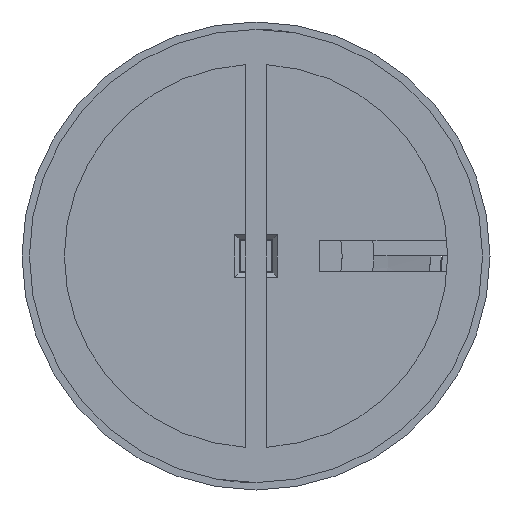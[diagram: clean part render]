
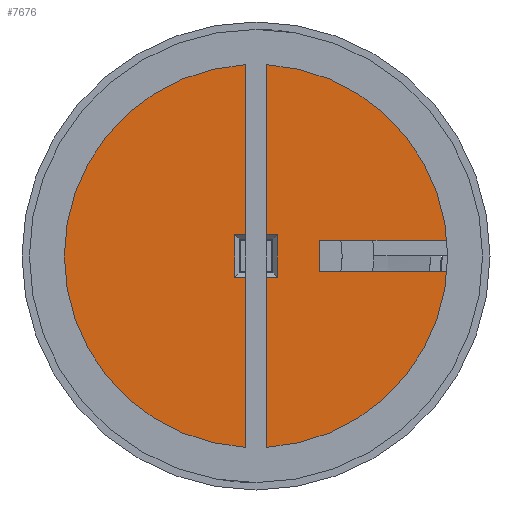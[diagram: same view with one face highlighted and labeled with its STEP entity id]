
A CAD part, front view. The second image highlights one B-rep face of the part: STEP entity #7676.
In plain terms, the highlighted planar face has unit normal (0, -1, 0).
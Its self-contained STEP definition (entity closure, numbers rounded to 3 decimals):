
#166=FACE_BOUND('',#1464,.T.);
#523=PLANE('',#8402);
#961=FACE_OUTER_BOUND('',#1463,.T.);
#1463=EDGE_LOOP('',(#6977,#6978,#6979,#6980,#6981,#6982,#6983,#6984,#6985,
#6986,#6987,#6988,#6989,#6990,#6991,#6992,#6993,#6994,#6995,#6996));
#1464=EDGE_LOOP('',(#6997,#6998,#6999,#7000));
#2226=LINE('',#12808,#3025);
#2230=LINE('',#12816,#3029);
#2234=LINE('',#12824,#3033);
#2236=LINE('',#12827,#3035);
#2243=LINE('',#12842,#3042);
#2244=LINE('',#12846,#3043);
#2245=LINE('',#12850,#3044);
#2246=LINE('',#12854,#3045);
#2247=LINE('',#12858,#3046);
#2248=LINE('',#12862,#3047);
#2249=LINE('',#12866,#3048);
#2250=LINE('',#12868,#3049);
#2251=LINE('',#12870,#3050);
#2252=LINE('',#12874,#3051);
#2253=LINE('',#12878,#3052);
#3025=VECTOR('',#10428,10.);
#3029=VECTOR('',#10434,10.);
#3033=VECTOR('',#10440,10.);
#3035=VECTOR('',#10444,10.);
#3042=VECTOR('',#10457,10.);
#3043=VECTOR('',#10460,10.);
#3044=VECTOR('',#10463,10.);
#3045=VECTOR('',#10466,10.);
#3046=VECTOR('',#10469,10.);
#3047=VECTOR('',#10472,10.);
#3048=VECTOR('',#10475,10.);
#3049=VECTOR('',#10476,10.);
#3050=VECTOR('',#10477,10.);
#3051=VECTOR('',#10480,10.);
#3052=VECTOR('',#10483,10.);
#3323=CIRCLE('',#8403,41.15);
#3324=CIRCLE('',#8404,38.15);
#3325=CIRCLE('',#8405,41.15);
#3326=CIRCLE('',#8406,38.15);
#3327=CIRCLE('',#8407,41.15);
#3328=CIRCLE('',#8408,38.15);
#3329=CIRCLE('',#8409,38.15);
#3330=CIRCLE('',#8410,41.15);
#3331=CIRCLE('',#8411,38.15);
#3959=VERTEX_POINT('',#12806);
#3960=VERTEX_POINT('',#12807);
#3963=VERTEX_POINT('',#12815);
#3966=VERTEX_POINT('',#12823);
#3970=VERTEX_POINT('',#12840);
#3971=VERTEX_POINT('',#12841);
#3972=VERTEX_POINT('',#12843);
#3973=VERTEX_POINT('',#12845);
#3974=VERTEX_POINT('',#12847);
#3975=VERTEX_POINT('',#12849);
#3976=VERTEX_POINT('',#12851);
#3977=VERTEX_POINT('',#12853);
#3978=VERTEX_POINT('',#12855);
#3979=VERTEX_POINT('',#12857);
#3980=VERTEX_POINT('',#12859);
#3981=VERTEX_POINT('',#12861);
#3982=VERTEX_POINT('',#12863);
#3983=VERTEX_POINT('',#12865);
#3984=VERTEX_POINT('',#12867);
#3985=VERTEX_POINT('',#12869);
#3986=VERTEX_POINT('',#12871);
#3987=VERTEX_POINT('',#12873);
#3988=VERTEX_POINT('',#12875);
#3989=VERTEX_POINT('',#12877);
#4971=EDGE_CURVE('',#3959,#3960,#2226,.T.);
#4975=EDGE_CURVE('',#3960,#3963,#2230,.T.);
#4979=EDGE_CURVE('',#3963,#3966,#2234,.T.);
#4981=EDGE_CURVE('',#3966,#3959,#2236,.T.);
#4988=EDGE_CURVE('',#3970,#3971,#2243,.T.);
#4989=EDGE_CURVE('',#3971,#3972,#3323,.T.);
#4990=EDGE_CURVE('',#3972,#3973,#2244,.T.);
#4991=EDGE_CURVE('',#3973,#3974,#3324,.T.);
#4992=EDGE_CURVE('',#3974,#3975,#2245,.T.);
#4993=EDGE_CURVE('',#3975,#3976,#3325,.T.);
#4994=EDGE_CURVE('',#3976,#3977,#2246,.T.);
#4995=EDGE_CURVE('',#3977,#3978,#3326,.T.);
#4996=EDGE_CURVE('',#3978,#3979,#2247,.T.);
#4997=EDGE_CURVE('',#3979,#3980,#3327,.T.);
#4998=EDGE_CURVE('',#3980,#3981,#2248,.T.);
#4999=EDGE_CURVE('',#3981,#3982,#3328,.T.);
#5000=EDGE_CURVE('',#3982,#3983,#2249,.T.);
#5001=EDGE_CURVE('',#3983,#3984,#2250,.T.);
#5002=EDGE_CURVE('',#3984,#3985,#2251,.T.);
#5003=EDGE_CURVE('',#3985,#3986,#3329,.T.);
#5004=EDGE_CURVE('',#3986,#3987,#2252,.T.);
#5005=EDGE_CURVE('',#3987,#3988,#3330,.T.);
#5006=EDGE_CURVE('',#3988,#3989,#2253,.T.);
#5007=EDGE_CURVE('',#3989,#3970,#3331,.T.);
#6977=ORIENTED_EDGE('',*,*,#4988,.T.);
#6978=ORIENTED_EDGE('',*,*,#4989,.T.);
#6979=ORIENTED_EDGE('',*,*,#4990,.T.);
#6980=ORIENTED_EDGE('',*,*,#4991,.T.);
#6981=ORIENTED_EDGE('',*,*,#4992,.T.);
#6982=ORIENTED_EDGE('',*,*,#4993,.T.);
#6983=ORIENTED_EDGE('',*,*,#4994,.T.);
#6984=ORIENTED_EDGE('',*,*,#4995,.T.);
#6985=ORIENTED_EDGE('',*,*,#4996,.T.);
#6986=ORIENTED_EDGE('',*,*,#4997,.T.);
#6987=ORIENTED_EDGE('',*,*,#4998,.T.);
#6988=ORIENTED_EDGE('',*,*,#4999,.T.);
#6989=ORIENTED_EDGE('',*,*,#5000,.T.);
#6990=ORIENTED_EDGE('',*,*,#5001,.T.);
#6991=ORIENTED_EDGE('',*,*,#5002,.T.);
#6992=ORIENTED_EDGE('',*,*,#5003,.T.);
#6993=ORIENTED_EDGE('',*,*,#5004,.T.);
#6994=ORIENTED_EDGE('',*,*,#5005,.T.);
#6995=ORIENTED_EDGE('',*,*,#5006,.T.);
#6996=ORIENTED_EDGE('',*,*,#5007,.T.);
#6997=ORIENTED_EDGE('',*,*,#4971,.F.);
#6998=ORIENTED_EDGE('',*,*,#4981,.F.);
#6999=ORIENTED_EDGE('',*,*,#4979,.F.);
#7000=ORIENTED_EDGE('',*,*,#4975,.F.);
#7676=ADVANCED_FACE('',(#961,#166),#523,.T.);
#8402=AXIS2_PLACEMENT_3D('',#12839,#10455,#10456);
#8403=AXIS2_PLACEMENT_3D('',#12844,#10458,#10459);
#8404=AXIS2_PLACEMENT_3D('',#12848,#10461,#10462);
#8405=AXIS2_PLACEMENT_3D('',#12852,#10464,#10465);
#8406=AXIS2_PLACEMENT_3D('',#12856,#10467,#10468);
#8407=AXIS2_PLACEMENT_3D('',#12860,#10470,#10471);
#8408=AXIS2_PLACEMENT_3D('',#12864,#10473,#10474);
#8409=AXIS2_PLACEMENT_3D('',#12872,#10478,#10479);
#8410=AXIS2_PLACEMENT_3D('',#12876,#10481,#10482);
#8411=AXIS2_PLACEMENT_3D('',#12879,#10484,#10485);
#10428=DIRECTION('',(0.,0.,-1.));
#10434=DIRECTION('',(1.,0.,0.));
#10440=DIRECTION('',(0.,0.,1.));
#10444=DIRECTION('',(-1.,0.,0.));
#10455=DIRECTION('center_axis',(0.,-1.,0.));
#10456=DIRECTION('ref_axis',(1.,0.,0.));
#10457=DIRECTION('',(-0.809,0.,0.588));
#10458=DIRECTION('center_axis',(0.,-1.,0.));
#10459=DIRECTION('ref_axis',(1.,0.,0.));
#10460=DIRECTION('',(0.809,0.,-0.588));
#10461=DIRECTION('center_axis',(0.,-1.,0.));
#10462=DIRECTION('ref_axis',(-1.,0.,0.));
#10463=DIRECTION('',(-0.809,0.,-0.588));
#10464=DIRECTION('center_axis',(0.,-1.,0.));
#10465=DIRECTION('ref_axis',(1.,0.,0.));
#10466=DIRECTION('',(0.809,0.,0.588));
#10467=DIRECTION('center_axis',(0.,-1.,0.));
#10468=DIRECTION('ref_axis',(-1.,0.,0.));
#10469=DIRECTION('',(0.309,0.,-0.951));
#10470=DIRECTION('center_axis',(0.,-1.,0.));
#10471=DIRECTION('ref_axis',(1.,0.,0.));
#10472=DIRECTION('',(-0.309,0.,0.951));
#10473=DIRECTION('center_axis',(0.,-1.,0.));
#10474=DIRECTION('ref_axis',(-1.,0.,0.));
#10475=DIRECTION('',(-1.,0.,0.));
#10476=DIRECTION('',(0.,0.,1.));
#10477=DIRECTION('',(1.,0.,0.));
#10478=DIRECTION('center_axis',(0.,-1.,0.));
#10479=DIRECTION('ref_axis',(-1.,0.,0.));
#10480=DIRECTION('',(0.309,0.,0.951));
#10481=DIRECTION('center_axis',(0.,-1.,0.));
#10482=DIRECTION('ref_axis',(1.,0.,0.));
#10483=DIRECTION('',(-0.309,0.,-0.951));
#10484=DIRECTION('center_axis',(0.,-1.,0.));
#10485=DIRECTION('ref_axis',(-1.,0.,0.));
#12806=CARTESIAN_POINT('',(-4.,-16.5,4.));
#12807=CARTESIAN_POINT('',(-4.,-16.5,-4.));
#12808=CARTESIAN_POINT('',(-4.,-16.5,-1.6));
#12815=CARTESIAN_POINT('',(4.,-16.5,-4.));
#12816=CARTESIAN_POINT('',(1.6,-16.5,-4.));
#12823=CARTESIAN_POINT('',(4.,-16.5,4.));
#12824=CARTESIAN_POINT('',(4.,-16.5,1.6));
#12827=CARTESIAN_POINT('',(-1.6,-16.5,4.));
#12839=CARTESIAN_POINT('Origin',(0.,-16.5,0.));
#12840=CARTESIAN_POINT('',(-29.005,-16.5,24.782));
#12841=CARTESIAN_POINT('',(-31.439,-16.5,26.55));
#12842=CARTESIAN_POINT('',(-14.838,-16.5,14.489));
#12843=CARTESIAN_POINT('',(-34.966,-16.5,21.696));
#12844=CARTESIAN_POINT('Origin',(0.,-16.5,0.));
#12845=CARTESIAN_POINT('',(-32.532,-16.5,19.928));
#12846=CARTESIAN_POINT('',(-17.148,-16.5,8.75));
#12847=CARTESIAN_POINT('',(-32.532,-16.5,-19.928));
#12848=CARTESIAN_POINT('Origin',(0.,-16.5,0.));
#12849=CARTESIAN_POINT('',(-34.966,-16.5,-21.696));
#12850=CARTESIAN_POINT('',(-18.365,-16.5,-9.634));
#12851=CARTESIAN_POINT('',(-31.439,-16.5,-26.55));
#12852=CARTESIAN_POINT('Origin',(0.,-16.5,0.));
#12853=CARTESIAN_POINT('',(-29.005,-16.5,-24.782));
#12854=CARTESIAN_POINT('',(-13.621,-16.5,-13.604));
#12855=CARTESIAN_POINT('',(8.899,-16.5,-37.098));
#12856=CARTESIAN_POINT('Origin',(0.,-16.5,0.));
#12857=CARTESIAN_POINT('',(9.829,-16.5,-39.959));
#12858=CARTESIAN_POINT('',(3.488,-16.5,-20.443));
#12859=CARTESIAN_POINT('',(15.535,-16.5,-38.105));
#12860=CARTESIAN_POINT('Origin',(0.,-16.5,0.));
#12861=CARTESIAN_POINT('',(14.606,-16.5,-35.243));
#12862=CARTESIAN_POINT('',(8.729,-16.5,-17.158));
#12863=CARTESIAN_POINT('',(38.032,-16.5,-3.));
#12864=CARTESIAN_POINT('Origin',(0.,-16.5,0.));
#12865=CARTESIAN_POINT('',(12.,-16.5,-3.));
#12866=CARTESIAN_POINT('',(6.,-16.5,-3.));
#12867=CARTESIAN_POINT('',(12.,-16.5,3.));
#12868=CARTESIAN_POINT('',(12.,-16.5,1.5));
#12869=CARTESIAN_POINT('',(38.032,-16.5,3.));
#12870=CARTESIAN_POINT('',(19.016,-16.5,3.));
#12871=CARTESIAN_POINT('',(14.606,-16.5,35.243));
#12872=CARTESIAN_POINT('Origin',(0.,-16.5,0.));
#12873=CARTESIAN_POINT('',(15.535,-16.5,38.105));
#12874=CARTESIAN_POINT('',(9.194,-16.5,18.589));
#12875=CARTESIAN_POINT('',(9.829,-16.5,39.959));
#12876=CARTESIAN_POINT('Origin',(0.,-16.5,0.));
#12877=CARTESIAN_POINT('',(8.899,-16.5,37.098));
#12878=CARTESIAN_POINT('',(3.023,-16.5,19.012));
#12879=CARTESIAN_POINT('Origin',(0.,-16.5,0.));
